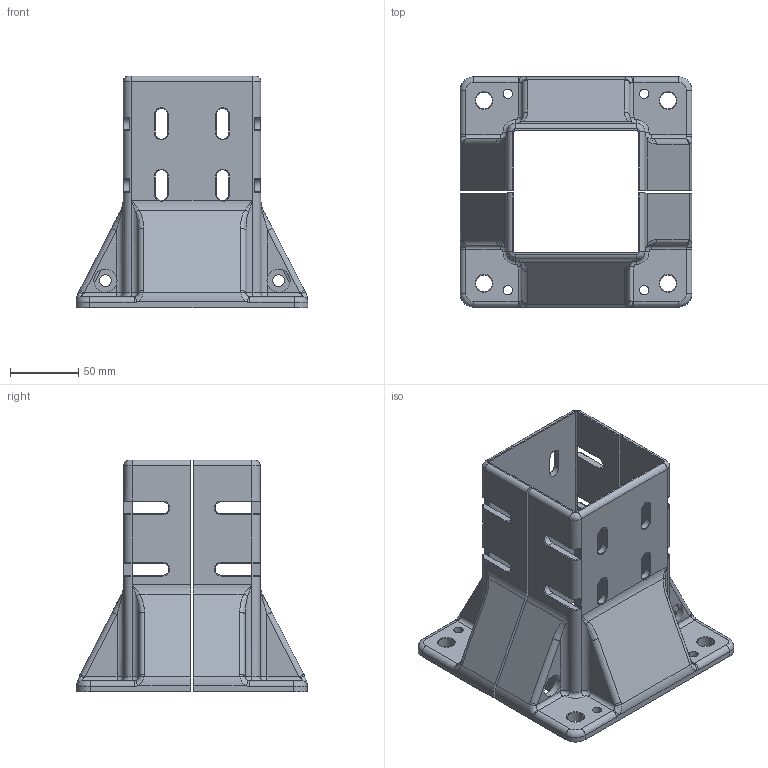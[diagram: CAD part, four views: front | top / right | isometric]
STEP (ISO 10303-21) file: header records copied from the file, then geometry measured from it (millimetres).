
FILE_DESCRIPTION(/* description */ ('PIEDE FISSO '),/* implementation_level */ '2;1');
FILE_NAME(/* name */ 'CPDFS0000007.stp',/* time_stamp */ '2019-06-19T12:03:22+02:00',/* author */ ('fzagni'),/* organization */ (''),/* preprocessor_version */ 'ST-DEVELOPER v17.2',/* originating_system */ 'Autodesk Inventor 2019',/* authorisation */ '');
FILE_SCHEMA (('AUTOMOTIVE_DESIGN { 1 0 10303 214 3 1 1 }'));
Length unit declared in the file: millimetre
Products named in the file (1): 550000004252
Bounding box: 170 x 169 x 170 mm (x, y, z)
Volume: 534900.2 mm3; surface area: 208442.1 mm2
Topology: 2 solids, 2 shells, 424 faces, 1134 edges, 664 vertices
Faces by surface type: cylinder 178, plane 114, torus 64, bspline 48, sphere 20
Full cylindrical faces by diameter (mm): 6.8 x4, 8.5 x4, 12 x4, 17 x4
Entity records: 16660 total; most frequent: CARTESIAN_POINT 6085, DIRECTION 2304, ORIENTED_EDGE 2212, EDGE_CURVE 1106, AXIS2_PLACEMENT_3D 901, VERTEX_POINT 664, LINE 502, VECTOR 502
